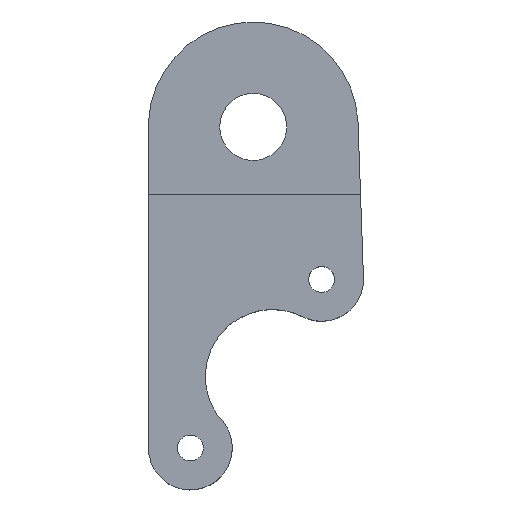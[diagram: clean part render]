
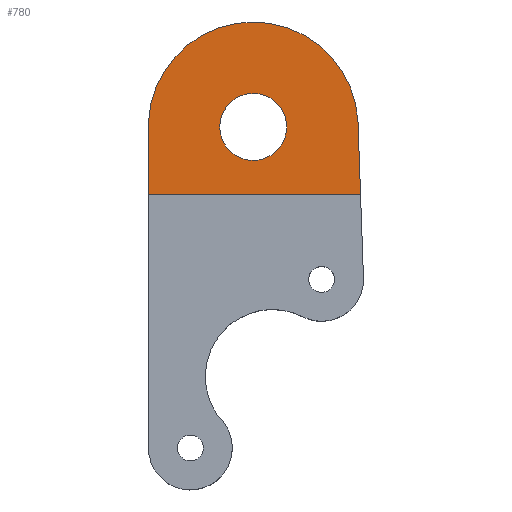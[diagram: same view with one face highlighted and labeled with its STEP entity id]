
A CAD part, top view. The second image highlights one B-rep face of the part: STEP entity #780.
In plain terms, the highlighted planar face has unit normal (0, 0, 1).
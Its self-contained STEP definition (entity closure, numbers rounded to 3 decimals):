
#116 = PLANE('',#117);
#117 = AXIS2_PLACEMENT_3D('',#118,#119,#120);
#118 = CARTESIAN_POINT('',(51.328,40.,0.));
#119 = DIRECTION('',(-0.999,-0.035,0.));
#120 = DIRECTION('',(-0.035,0.999,0.));
#296 = VERTEX_POINT('',#297);
#297 = CARTESIAN_POINT('',(50.612,60.496,8.));
#310 = PLANE('',#311);
#311 = AXIS2_PLACEMENT_3D('',#312,#313,#314);
#312 = CARTESIAN_POINT('',(0.,60.496,16.));
#313 = DIRECTION('',(0.,-1.,0.));
#314 = DIRECTION('',(1.,0.,0.));
#321 = EDGE_CURVE('',#322,#296,#324,.T.);
#322 = VERTEX_POINT('',#323);
#323 = CARTESIAN_POINT('',(50.,78.,8.));
#324 = SURFACE_CURVE('',#325,(#329,#335),.PCURVE_S1.);
#325 = LINE('',#326,#327);
#326 = CARTESIAN_POINT('',(50.939,51.131,8.));
#327 = VECTOR('',#328,1.);
#328 = DIRECTION('',(0.035,-0.999,0.));
#329 = PCURVE('',#116,#330);
#330 = DEFINITIONAL_REPRESENTATION('',(#331),#334);
#331 = B_SPLINE_CURVE_WITH_KNOTS('',1,(#332,#333),.UNSPECIFIED.,.F.,.F.,
  (2,2),(-30.687,-4.367),.PIECEWISE_BEZIER_KNOTS.);
#332 = CARTESIAN_POINT('',(41.826,-8.));
#333 = CARTESIAN_POINT('',(15.505,-8.));
#334 = ( GEOMETRIC_REPRESENTATION_CONTEXT(2) 
PARAMETRIC_REPRESENTATION_CONTEXT() REPRESENTATION_CONTEXT('2D SPACE',''
  ) );
#335 = PCURVE('',#336,#341);
#336 = PLANE('',#337);
#337 = AXIS2_PLACEMENT_3D('',#338,#339,#340);
#338 = CARTESIAN_POINT('',(0.,60.496,8.));
#339 = DIRECTION('',(0.,0.,-1.));
#340 = DIRECTION('',(-1.,0.,0.));
#341 = DEFINITIONAL_REPRESENTATION('',(#342),#345);
#342 = B_SPLINE_CURVE_WITH_KNOTS('',1,(#343,#344),.UNSPECIFIED.,.F.,.F.,
  (2,2),(-30.687,-4.367),.PIECEWISE_BEZIER_KNOTS.);
#343 = CARTESIAN_POINT('',(-49.867,21.304));
#344 = CARTESIAN_POINT('',(-50.787,-5.));
#345 = ( GEOMETRIC_REPRESENTATION_CONTEXT(2) 
PARAMETRIC_REPRESENTATION_CONTEXT() REPRESENTATION_CONTEXT('2D SPACE',''
  ) );
#361 = CYLINDRICAL_SURFACE('',#362,25.037);
#362 = AXIS2_PLACEMENT_3D('',#363,#364,#365);
#363 = CARTESIAN_POINT('',(25.,76.646,0.));
#364 = DIRECTION('',(-0.,-0.,-1.));
#365 = DIRECTION('',(1.,0.,0.));
#422 = PLANE('',#423);
#423 = AXIS2_PLACEMENT_3D('',#424,#425,#426);
#424 = CARTESIAN_POINT('',(0.,78.,0.));
#425 = DIRECTION('',(1.,0.,0.));
#426 = DIRECTION('',(0.,-1.,0.));
#484 = CYLINDRICAL_SURFACE('',#485,8.);
#485 = AXIS2_PLACEMENT_3D('',#486,#487,#488);
#486 = CARTESIAN_POINT('',(25.,76.646,0.));
#487 = DIRECTION('',(-0.,-0.,-1.));
#488 = DIRECTION('',(1.,0.,0.));
#736 = EDGE_CURVE('',#737,#322,#739,.T.);
#737 = VERTEX_POINT('',#738);
#738 = CARTESIAN_POINT('',(0.,78.,8.));
#739 = SURFACE_CURVE('',#740,(#745,#752),.PCURVE_S1.);
#740 = CIRCLE('',#741,25.037);
#741 = AXIS2_PLACEMENT_3D('',#742,#743,#744);
#742 = CARTESIAN_POINT('',(25.,76.646,8.));
#743 = DIRECTION('',(0.,0.,-1.));
#744 = DIRECTION('',(1.,0.,0.));
#745 = PCURVE('',#361,#746);
#746 = DEFINITIONAL_REPRESENTATION('',(#747),#751);
#747 = LINE('',#748,#749);
#748 = CARTESIAN_POINT('',(-6.283,-8.));
#749 = VECTOR('',#750,1.);
#750 = DIRECTION('',(1.,-0.));
#751 = ( GEOMETRIC_REPRESENTATION_CONTEXT(2) 
PARAMETRIC_REPRESENTATION_CONTEXT() REPRESENTATION_CONTEXT('2D SPACE',''
  ) );
#752 = PCURVE('',#336,#753);
#753 = DEFINITIONAL_REPRESENTATION('',(#754),#758);
#754 = CIRCLE('',#755,25.037);
#755 = AXIS2_PLACEMENT_2D('',#756,#757);
#756 = CARTESIAN_POINT('',(-25.,16.15));
#757 = DIRECTION('',(-1.,0.));
#758 = ( GEOMETRIC_REPRESENTATION_CONTEXT(2) 
PARAMETRIC_REPRESENTATION_CONTEXT() REPRESENTATION_CONTEXT('2D SPACE',''
  ) );
#780 = ADVANCED_FACE('',(#781,#829),#336,.F.);
#781 = FACE_BOUND('',#782,.F.);
#782 = EDGE_LOOP('',(#783,#806,#827,#828));
#783 = ORIENTED_EDGE('',*,*,#784,.F.);
#784 = EDGE_CURVE('',#785,#296,#787,.T.);
#785 = VERTEX_POINT('',#786);
#786 = CARTESIAN_POINT('',(0.,60.496,8.));
#787 = SURFACE_CURVE('',#788,(#792,#799),.PCURVE_S1.);
#788 = LINE('',#789,#790);
#789 = CARTESIAN_POINT('',(0.,60.496,8.));
#790 = VECTOR('',#791,1.);
#791 = DIRECTION('',(1.,0.,0.));
#792 = PCURVE('',#336,#793);
#793 = DEFINITIONAL_REPRESENTATION('',(#794),#798);
#794 = LINE('',#795,#796);
#795 = CARTESIAN_POINT('',(0.,0.));
#796 = VECTOR('',#797,1.);
#797 = DIRECTION('',(-1.,0.));
#798 = ( GEOMETRIC_REPRESENTATION_CONTEXT(2) 
PARAMETRIC_REPRESENTATION_CONTEXT() REPRESENTATION_CONTEXT('2D SPACE',''
  ) );
#799 = PCURVE('',#310,#800);
#800 = DEFINITIONAL_REPRESENTATION('',(#801),#805);
#801 = LINE('',#802,#803);
#802 = CARTESIAN_POINT('',(0.,-8.));
#803 = VECTOR('',#804,1.);
#804 = DIRECTION('',(1.,0.));
#805 = ( GEOMETRIC_REPRESENTATION_CONTEXT(2) 
PARAMETRIC_REPRESENTATION_CONTEXT() REPRESENTATION_CONTEXT('2D SPACE',''
  ) );
#806 = ORIENTED_EDGE('',*,*,#807,.F.);
#807 = EDGE_CURVE('',#737,#785,#808,.T.);
#808 = SURFACE_CURVE('',#809,(#813,#820),.PCURVE_S1.);
#809 = LINE('',#810,#811);
#810 = CARTESIAN_POINT('',(0.,110.496,8.));
#811 = VECTOR('',#812,1.);
#812 = DIRECTION('',(0.,-1.,0.));
#813 = PCURVE('',#336,#814);
#814 = DEFINITIONAL_REPRESENTATION('',(#815),#819);
#815 = LINE('',#816,#817);
#816 = CARTESIAN_POINT('',(0.,50.));
#817 = VECTOR('',#818,1.);
#818 = DIRECTION('',(0.,-1.));
#819 = ( GEOMETRIC_REPRESENTATION_CONTEXT(2) 
PARAMETRIC_REPRESENTATION_CONTEXT() REPRESENTATION_CONTEXT('2D SPACE',''
  ) );
#820 = PCURVE('',#422,#821);
#821 = DEFINITIONAL_REPRESENTATION('',(#822),#826);
#822 = LINE('',#823,#824);
#823 = CARTESIAN_POINT('',(-32.496,-8.));
#824 = VECTOR('',#825,1.);
#825 = DIRECTION('',(1.,0.));
#826 = ( GEOMETRIC_REPRESENTATION_CONTEXT(2) 
PARAMETRIC_REPRESENTATION_CONTEXT() REPRESENTATION_CONTEXT('2D SPACE',''
  ) );
#827 = ORIENTED_EDGE('',*,*,#736,.T.);
#828 = ORIENTED_EDGE('',*,*,#321,.T.);
#829 = FACE_BOUND('',#830,.F.);
#830 = EDGE_LOOP('',(#831));
#831 = ORIENTED_EDGE('',*,*,#832,.F.);
#832 = EDGE_CURVE('',#833,#833,#835,.T.);
#833 = VERTEX_POINT('',#834);
#834 = CARTESIAN_POINT('',(33.,76.646,8.));
#835 = SURFACE_CURVE('',#836,(#841,#848),.PCURVE_S1.);
#836 = CIRCLE('',#837,8.);
#837 = AXIS2_PLACEMENT_3D('',#838,#839,#840);
#838 = CARTESIAN_POINT('',(25.,76.646,8.));
#839 = DIRECTION('',(0.,0.,-1.));
#840 = DIRECTION('',(1.,0.,0.));
#841 = PCURVE('',#336,#842);
#842 = DEFINITIONAL_REPRESENTATION('',(#843),#847);
#843 = CIRCLE('',#844,8.);
#844 = AXIS2_PLACEMENT_2D('',#845,#846);
#845 = CARTESIAN_POINT('',(-25.,16.15));
#846 = DIRECTION('',(-1.,0.));
#847 = ( GEOMETRIC_REPRESENTATION_CONTEXT(2) 
PARAMETRIC_REPRESENTATION_CONTEXT() REPRESENTATION_CONTEXT('2D SPACE',''
  ) );
#848 = PCURVE('',#484,#849);
#849 = DEFINITIONAL_REPRESENTATION('',(#850),#854);
#850 = LINE('',#851,#852);
#851 = CARTESIAN_POINT('',(-6.283,-8.));
#852 = VECTOR('',#853,1.);
#853 = DIRECTION('',(1.,-0.));
#854 = ( GEOMETRIC_REPRESENTATION_CONTEXT(2) 
PARAMETRIC_REPRESENTATION_CONTEXT() REPRESENTATION_CONTEXT('2D SPACE',''
  ) );
